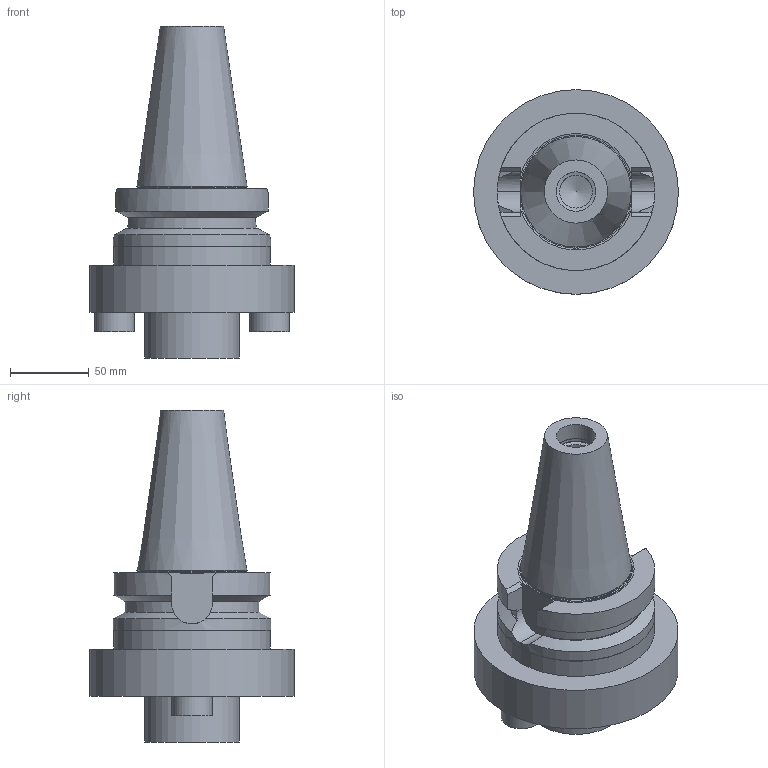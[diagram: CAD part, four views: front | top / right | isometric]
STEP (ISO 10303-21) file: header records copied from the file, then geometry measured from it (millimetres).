
FILE_DESCRIPTION(/* description */ ('3-D model version:1'),/* implementation_level */ '2;1');
FILE_NAME(/* name */ '392.55805-5060080',/* time_stamp */ '2016-12-02T14:14:29',/* author */ ('InteractiveCad'),/* organization */ ('AB Sandvik Coromant'),/* preprocessor_version */ 'ST-DEVELOPER v15',/* originating_system */ 'SIEMENS PLM Software NX 8.5',/* authorization */ '');
FILE_SCHEMA(('AUTOMOTIVE_DESIGN'));
Length unit declared in the file: millimetre
Products named in the file (1): 392_55805_5060080_SIM
Bounding box: 130 x 130 x 210.8 mm (x, y, z)
Volume: 1061741.5 mm3; surface area: 83885.1 mm2
Topology: 1 solids, 1 shells, 57 faces, 142 edges, 93 vertices
Faces by surface type: plane 26, cylinder 18, cone 11, torus 2
Full cylindrical faces by diameter (mm): 21 x1, 25.017 x1, 25.4 x2, 25.466 x1, 59.99 x1, 69.25 x1, 99.5 x1, 99.973 x1, 130 x1
Entity records: 1688 total; most frequent: CARTESIAN_POINT 328, DIRECTION 272, ORIENTED_EDGE 238, EDGE_CURVE 119, AXIS2_PLACEMENT_3D 112, VERTEX_POINT 88, EDGE_LOOP 80, ADVANCED_FACE 57
